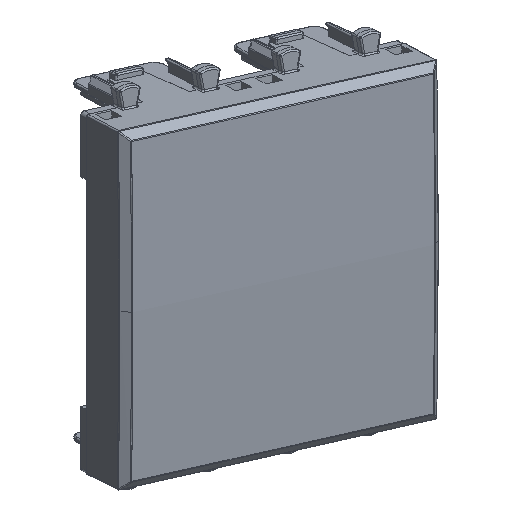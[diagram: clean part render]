
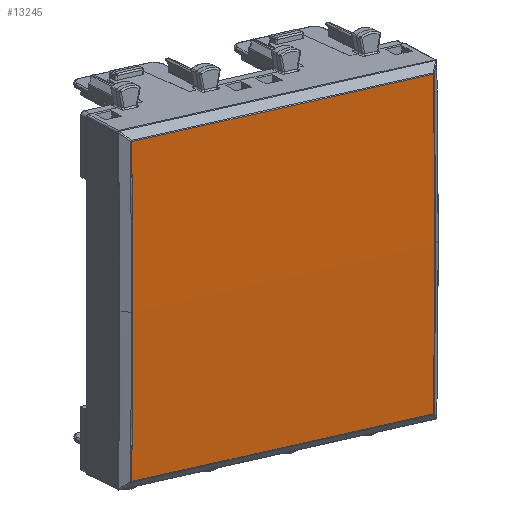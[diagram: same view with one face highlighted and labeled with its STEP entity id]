
A CAD part, top view. The second image highlights one B-rep face of the part: STEP entity #13245.
In plain terms, the highlighted cylindrical face has radius 835.133 mm (diameter 1670.27 mm), a partial arc.
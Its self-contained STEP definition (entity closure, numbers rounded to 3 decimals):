
#13186=CARTESIAN_POINT('Axis2P3D Location',(0.,11.213,-825.858)) ;
#13192=CARTESIAN_POINT('Control Point',(0.,-21.164,9.275)) ;
#13193=CARTESIAN_POINT('Control Point',(-7.056,-21.164,9.275)) ;
#13194=CARTESIAN_POINT('Control Point',(-14.111,-21.164,9.186)) ;
#13195=CARTESIAN_POINT('Control Point',(-21.165,-21.166,9.007)) ;
#13196=CARTESIAN_POINT('Vertex',(-21.165,-21.166,9.007)) ;
#13198=CARTESIAN_POINT('Vertex',(0.,-21.164,9.275)) ;
#13202=CARTESIAN_POINT('Control Point',(0.,-21.164,9.275)) ;
#13203=CARTESIAN_POINT('Control Point',(7.056,-21.164,9.275)) ;
#13204=CARTESIAN_POINT('Control Point',(14.111,-21.164,9.186)) ;
#13205=CARTESIAN_POINT('Control Point',(21.165,-21.166,9.007)) ;
#13206=CARTESIAN_POINT('Vertex',(21.165,-21.166,9.007)) ;
#13209=CARTESIAN_POINT('Line Origine',(21.165,11.213,9.007)) ;
#13213=CARTESIAN_POINT('Vertex',(21.165,21.166,9.007)) ;
#13217=CARTESIAN_POINT('Control Point',(0.,21.164,9.275)) ;
#13218=CARTESIAN_POINT('Control Point',(7.056,21.164,9.275)) ;
#13219=CARTESIAN_POINT('Control Point',(14.111,21.164,9.186)) ;
#13220=CARTESIAN_POINT('Control Point',(21.165,21.166,9.007)) ;
#13221=CARTESIAN_POINT('Vertex',(0.,21.164,9.275)) ;
#13225=CARTESIAN_POINT('Control Point',(0.,21.164,9.275)) ;
#13226=CARTESIAN_POINT('Control Point',(-7.056,21.164,9.275)) ;
#13227=CARTESIAN_POINT('Control Point',(-14.111,21.164,9.186)) ;
#13228=CARTESIAN_POINT('Control Point',(-21.165,21.166,9.007)) ;
#13229=CARTESIAN_POINT('Vertex',(-21.165,21.166,9.007)) ;
#13232=CARTESIAN_POINT('Line Origine',(-21.165,11.213,9.007)) ;
#13187=DIRECTION('Axis2P3D Direction',(0.,1.,0.)) ;
#13188=DIRECTION('Axis2P3D XDirection',(-0.027,0.,1.)) ;
#13210=DIRECTION('Vector Direction',(0.,1.,0.)) ;
#13233=DIRECTION('Vector Direction',(0.,1.,0.)) ;
#13189=AXIS2_PLACEMENT_3D('Cylinder Axis2P3D',#13186,#13187,#13188) ;
#13238=ORIENTED_EDGE('',*,*,#13200,.T.) ;
#13239=ORIENTED_EDGE('',*,*,#13208,.F.) ;
#13240=ORIENTED_EDGE('',*,*,#13215,.F.) ;
#13241=ORIENTED_EDGE('',*,*,#13223,.T.) ;
#13242=ORIENTED_EDGE('',*,*,#13231,.F.) ;
#13243=ORIENTED_EDGE('',*,*,#13236,.T.) ;
#13211=VECTOR('Line Direction',#13210,1.) ;
#13234=VECTOR('Line Direction',#13233,1.) ;
#13245=ADVANCED_FACE('PartBody',(#13244),#13190,.T.) ;
#13191=B_SPLINE_CURVE_WITH_KNOTS('',3,(#13192,#13193,#13194,#13195),.UNSPECIFIED.,.F.,.U.,(4,4),(7.765,44.411),.UNSPECIFIED.) ;
#13201=B_SPLINE_CURVE_WITH_KNOTS('',3,(#13202,#13203,#13204,#13205),.UNSPECIFIED.,.F.,.U.,(4,4),(7.765,44.411),.UNSPECIFIED.) ;
#13216=B_SPLINE_CURVE_WITH_KNOTS('',3,(#13217,#13218,#13219,#13220),.UNSPECIFIED.,.F.,.U.,(4,4),(7.765,44.411),.UNSPECIFIED.) ;
#13224=B_SPLINE_CURVE_WITH_KNOTS('',3,(#13225,#13226,#13227,#13228),.UNSPECIFIED.,.F.,.U.,(4,4),(7.765,44.411),.UNSPECIFIED.) ;
#13190=CYLINDRICAL_SURFACE('generated cylinder',#13189,835.133) ;
#13200=EDGE_CURVE('',#13197,#13199,#13191,.F.) ;
#13208=EDGE_CURVE('',#13207,#13199,#13201,.F.) ;
#13215=EDGE_CURVE('',#13214,#13207,#13212,.F.) ;
#13223=EDGE_CURVE('',#13214,#13222,#13216,.F.) ;
#13231=EDGE_CURVE('',#13230,#13222,#13224,.F.) ;
#13236=EDGE_CURVE('',#13230,#13197,#13235,.F.) ;
#13237=EDGE_LOOP('',(#13238,#13239,#13240,#13241,#13242,#13243)) ;
#13244=FACE_OUTER_BOUND('',#13237,.T.) ;
#13212=LINE('Line',#13209,#13211) ;
#13235=LINE('Line',#13232,#13234) ;
#13197=VERTEX_POINT('',#13196) ;
#13199=VERTEX_POINT('',#13198) ;
#13207=VERTEX_POINT('',#13206) ;
#13214=VERTEX_POINT('',#13213) ;
#13222=VERTEX_POINT('',#13221) ;
#13230=VERTEX_POINT('',#13229) ;
